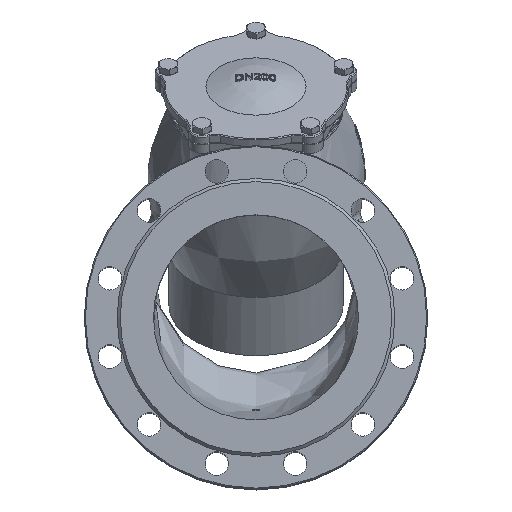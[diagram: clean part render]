
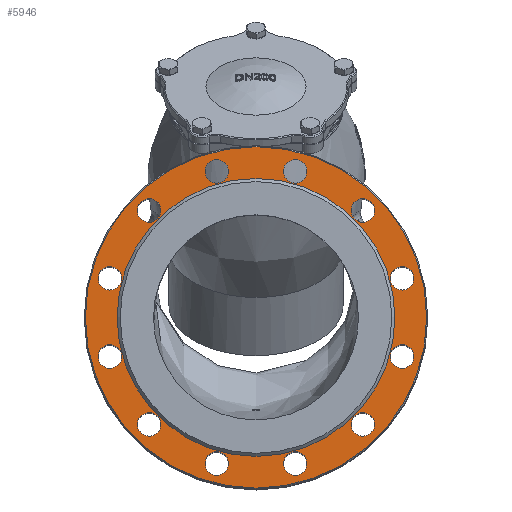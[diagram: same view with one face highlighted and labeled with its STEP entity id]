
A CAD part, top view. The second image highlights one B-rep face of the part: STEP entity #5946.
In plain terms, the highlighted planar face has unit normal (0, 0, 1).
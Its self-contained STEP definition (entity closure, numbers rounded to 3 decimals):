
#226=CIRCLE('',#6395,166.5);
#227=CIRCLE('',#6397,135.5);
#228=CIRCLE('',#6398,11.5);
#229=CIRCLE('',#6399,11.5);
#230=CIRCLE('',#6400,11.5);
#231=CIRCLE('',#6401,11.5);
#232=CIRCLE('',#6402,11.5);
#233=CIRCLE('',#6403,11.5);
#234=CIRCLE('',#6404,11.5);
#235=CIRCLE('',#6405,11.5);
#236=CIRCLE('',#6406,11.5);
#237=CIRCLE('',#6407,11.5);
#238=CIRCLE('',#6408,11.5);
#239=CIRCLE('',#6409,11.5);
#381=FACE_BOUND('',#1750,.T.);
#382=FACE_BOUND('',#1751,.T.);
#383=FACE_BOUND('',#1752,.T.);
#384=FACE_BOUND('',#1753,.T.);
#385=FACE_BOUND('',#1754,.T.);
#386=FACE_BOUND('',#1755,.T.);
#387=FACE_BOUND('',#1756,.T.);
#388=FACE_BOUND('',#1757,.T.);
#389=FACE_BOUND('',#1758,.T.);
#390=FACE_BOUND('',#1759,.T.);
#391=FACE_BOUND('',#1760,.T.);
#392=FACE_BOUND('',#1761,.T.);
#393=FACE_BOUND('',#1762,.T.);
#508=PLANE('',#6396);
#1381=FACE_OUTER_BOUND('',#1749,.T.);
#1749=EDGE_LOOP('',(#4484));
#1750=EDGE_LOOP('',(#4485));
#1751=EDGE_LOOP('',(#4486));
#1752=EDGE_LOOP('',(#4487));
#1753=EDGE_LOOP('',(#4488));
#1754=EDGE_LOOP('',(#4489));
#1755=EDGE_LOOP('',(#4490));
#1756=EDGE_LOOP('',(#4491));
#1757=EDGE_LOOP('',(#4492));
#1758=EDGE_LOOP('',(#4493));
#1759=EDGE_LOOP('',(#4494));
#1760=EDGE_LOOP('',(#4495));
#1761=EDGE_LOOP('',(#4496));
#1762=EDGE_LOOP('',(#4497));
#2615=VERTEX_POINT('',#11822);
#2616=VERTEX_POINT('',#11826);
#2617=VERTEX_POINT('',#11828);
#2618=VERTEX_POINT('',#11830);
#2619=VERTEX_POINT('',#11832);
#2620=VERTEX_POINT('',#11834);
#2621=VERTEX_POINT('',#11836);
#2622=VERTEX_POINT('',#11838);
#2623=VERTEX_POINT('',#11840);
#2624=VERTEX_POINT('',#11842);
#2625=VERTEX_POINT('',#11844);
#2626=VERTEX_POINT('',#11846);
#2627=VERTEX_POINT('',#11848);
#2628=VERTEX_POINT('',#11850);
#3283=EDGE_CURVE('',#2615,#2615,#226,.T.);
#3285=EDGE_CURVE('',#2616,#2616,#227,.T.);
#3286=EDGE_CURVE('',#2617,#2617,#228,.T.);
#3287=EDGE_CURVE('',#2618,#2618,#229,.T.);
#3288=EDGE_CURVE('',#2619,#2619,#230,.T.);
#3289=EDGE_CURVE('',#2620,#2620,#231,.T.);
#3290=EDGE_CURVE('',#2621,#2621,#232,.T.);
#3291=EDGE_CURVE('',#2622,#2622,#233,.T.);
#3292=EDGE_CURVE('',#2623,#2623,#234,.T.);
#3293=EDGE_CURVE('',#2624,#2624,#235,.T.);
#3294=EDGE_CURVE('',#2625,#2625,#236,.T.);
#3295=EDGE_CURVE('',#2626,#2626,#237,.T.);
#3296=EDGE_CURVE('',#2627,#2627,#238,.T.);
#3297=EDGE_CURVE('',#2628,#2628,#239,.T.);
#4484=ORIENTED_EDGE('',*,*,#3283,.F.);
#4485=ORIENTED_EDGE('',*,*,#3285,.F.);
#4486=ORIENTED_EDGE('',*,*,#3286,.T.);
#4487=ORIENTED_EDGE('',*,*,#3287,.T.);
#4488=ORIENTED_EDGE('',*,*,#3288,.T.);
#4489=ORIENTED_EDGE('',*,*,#3289,.T.);
#4490=ORIENTED_EDGE('',*,*,#3290,.T.);
#4491=ORIENTED_EDGE('',*,*,#3291,.T.);
#4492=ORIENTED_EDGE('',*,*,#3292,.T.);
#4493=ORIENTED_EDGE('',*,*,#3293,.T.);
#4494=ORIENTED_EDGE('',*,*,#3294,.T.);
#4495=ORIENTED_EDGE('',*,*,#3295,.T.);
#4496=ORIENTED_EDGE('',*,*,#3296,.T.);
#4497=ORIENTED_EDGE('',*,*,#3297,.T.);
#5946=ADVANCED_FACE('',(#1381,#381,#382,#383,#384,#385,#386,#387,#388,#389,
#390,#391,#392,#393),#508,.T.);
#6395=AXIS2_PLACEMENT_3D('',#11823,#7095,#7096);
#6396=AXIS2_PLACEMENT_3D('',#11825,#7098,#7099);
#6397=AXIS2_PLACEMENT_3D('',#11827,#7100,#7101);
#6398=AXIS2_PLACEMENT_3D('',#11829,#7102,#7103);
#6399=AXIS2_PLACEMENT_3D('',#11831,#7104,#7105);
#6400=AXIS2_PLACEMENT_3D('',#11833,#7106,#7107);
#6401=AXIS2_PLACEMENT_3D('',#11835,#7108,#7109);
#6402=AXIS2_PLACEMENT_3D('',#11837,#7110,#7111);
#6403=AXIS2_PLACEMENT_3D('',#11839,#7112,#7113);
#6404=AXIS2_PLACEMENT_3D('',#11841,#7114,#7115);
#6405=AXIS2_PLACEMENT_3D('',#11843,#7116,#7117);
#6406=AXIS2_PLACEMENT_3D('',#11845,#7118,#7119);
#6407=AXIS2_PLACEMENT_3D('',#11847,#7120,#7121);
#6408=AXIS2_PLACEMENT_3D('',#11849,#7122,#7123);
#6409=AXIS2_PLACEMENT_3D('',#11851,#7124,#7125);
#7095=DIRECTION('center_axis',(0.,0.,-1.));
#7096=DIRECTION('ref_axis',(-1.,0.,0.));
#7098=DIRECTION('center_axis',(0.,0.,1.));
#7099=DIRECTION('ref_axis',(1.,0.,0.));
#7100=DIRECTION('center_axis',(0.,0.,1.));
#7101=DIRECTION('ref_axis',(-1.,0.,0.));
#7102=DIRECTION('center_axis',(0.,0.,-1.));
#7103=DIRECTION('ref_axis',(-1.,0.,0.));
#7104=DIRECTION('center_axis',(0.,0.,-1.));
#7105=DIRECTION('ref_axis',(-1.,0.,0.));
#7106=DIRECTION('center_axis',(0.,0.,-1.));
#7107=DIRECTION('ref_axis',(-1.,0.,0.));
#7108=DIRECTION('center_axis',(0.,0.,-1.));
#7109=DIRECTION('ref_axis',(-1.,0.,0.));
#7110=DIRECTION('center_axis',(0.,0.,-1.));
#7111=DIRECTION('ref_axis',(-1.,0.,0.));
#7112=DIRECTION('center_axis',(0.,0.,-1.));
#7113=DIRECTION('ref_axis',(-1.,0.,0.));
#7114=DIRECTION('center_axis',(0.,0.,-1.));
#7115=DIRECTION('ref_axis',(-1.,0.,0.));
#7116=DIRECTION('center_axis',(0.,0.,-1.));
#7117=DIRECTION('ref_axis',(-1.,0.,0.));
#7118=DIRECTION('center_axis',(0.,0.,-1.));
#7119=DIRECTION('ref_axis',(-1.,0.,0.));
#7120=DIRECTION('center_axis',(0.,0.,-1.));
#7121=DIRECTION('ref_axis',(-1.,0.,0.));
#7122=DIRECTION('center_axis',(0.,0.,-1.));
#7123=DIRECTION('ref_axis',(-1.,0.,0.));
#7124=DIRECTION('center_axis',(0.,0.,-1.));
#7125=DIRECTION('ref_axis',(-1.,0.,0.));
#11822=CARTESIAN_POINT('',(166.5,0.,472.));
#11823=CARTESIAN_POINT('Origin',(0.,0.,472.));
#11825=CARTESIAN_POINT('Origin',(0.,0.,472.));
#11826=CARTESIAN_POINT('',(135.5,0.,472.));
#11827=CARTESIAN_POINT('Origin',(0.,0.,472.));
#11828=CARTESIAN_POINT('',(-130.974,38.176,472.));
#11829=CARTESIAN_POINT('Origin',(-142.474,38.176,472.));
#11830=CARTESIAN_POINT('',(-130.974,-38.176,472.));
#11831=CARTESIAN_POINT('Origin',(-142.474,-38.176,472.));
#11832=CARTESIAN_POINT('',(-92.798,-104.298,472.));
#11833=CARTESIAN_POINT('Origin',(-104.298,-104.298,472.));
#11834=CARTESIAN_POINT('',(-26.676,-142.474,472.));
#11835=CARTESIAN_POINT('Origin',(-38.176,-142.474,472.));
#11836=CARTESIAN_POINT('',(49.676,-142.474,472.));
#11837=CARTESIAN_POINT('Origin',(38.176,-142.474,472.));
#11838=CARTESIAN_POINT('',(115.798,-104.298,472.));
#11839=CARTESIAN_POINT('Origin',(104.298,-104.298,472.));
#11840=CARTESIAN_POINT('',(153.974,-38.176,472.));
#11841=CARTESIAN_POINT('Origin',(142.474,-38.176,472.));
#11842=CARTESIAN_POINT('',(153.974,38.176,472.));
#11843=CARTESIAN_POINT('Origin',(142.474,38.176,472.));
#11844=CARTESIAN_POINT('',(115.798,104.298,472.));
#11845=CARTESIAN_POINT('Origin',(104.298,104.298,472.));
#11846=CARTESIAN_POINT('',(49.676,142.474,472.));
#11847=CARTESIAN_POINT('Origin',(38.176,142.474,472.));
#11848=CARTESIAN_POINT('',(-26.676,142.474,472.));
#11849=CARTESIAN_POINT('Origin',(-38.176,142.474,472.));
#11850=CARTESIAN_POINT('',(-92.798,104.298,472.));
#11851=CARTESIAN_POINT('Origin',(-104.298,104.298,472.));
